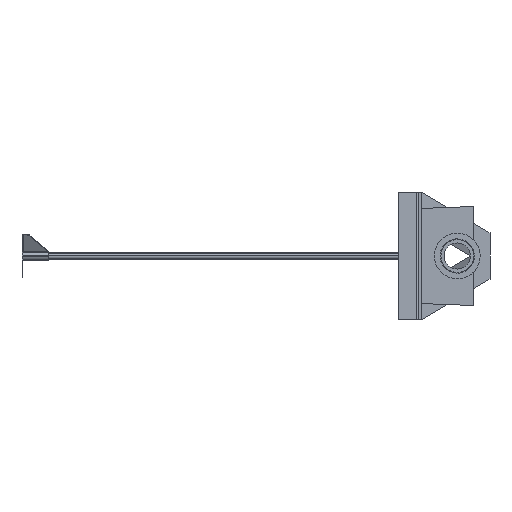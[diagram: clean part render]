
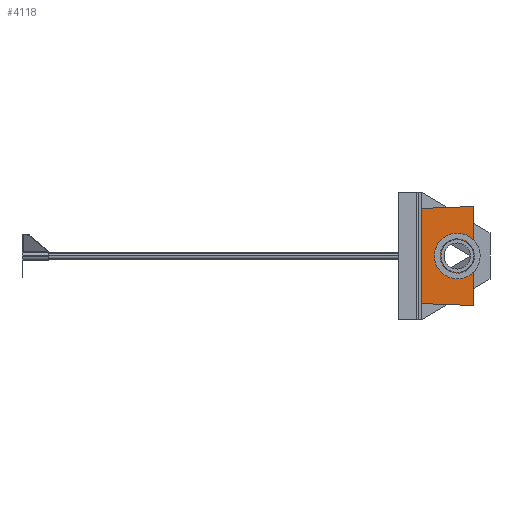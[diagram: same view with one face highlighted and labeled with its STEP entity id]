
A CAD part, left-side view. The second image highlights one B-rep face of the part: STEP entity #4118.
In plain terms, the highlighted planar face has unit normal (-1, 0, 0).
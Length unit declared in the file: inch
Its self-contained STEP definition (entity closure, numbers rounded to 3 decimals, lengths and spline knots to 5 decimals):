
#213 = AXIS2_PLACEMENT_3D ( 'NONE', #5455, #1571, #3030 ) ;
#379 = ORIENTED_EDGE ( 'NONE', *, *, #847, .T. ) ;
#649 = PLANE ( 'NONE',  #7217 ) ;
#816 = DIRECTION ( 'NONE',  ( -1., 0., 0. ) ) ;
#835 = VERTEX_POINT ( 'NONE', #2434 ) ;
#847 = EDGE_CURVE ( 'NONE', #6708, #2748, #2518, .T. ) ;
#900 = VECTOR ( 'NONE', #6148, 39.37008 ) ;
#991 = EDGE_CURVE ( 'NONE', #835, #2748, #8091, .T. ) ;
#1333 = CIRCLE ( 'NONE', #213, 1. ) ;
#1434 = CARTESIAN_POINT ( 'NONE',  ( -15.29688, 3.63265, 3.75 ) ) ;
#1500 = CARTESIAN_POINT ( 'NONE',  ( -15.29687, -3.65305, 3.08318 ) ) ;
#1571 = DIRECTION ( 'NONE',  ( -1., 0., 0. ) ) ;
#1609 = EDGE_LOOP ( 'NONE', ( #6423, #379, #8191, #5847 ) ) ;
#1820 = EDGE_CURVE ( 'NONE', #6704, #6595, #8395, .T. ) ;
#1929 = CARTESIAN_POINT ( 'NONE',  ( -15.29688, 0., 3.75 ) ) ;
#1963 = FACE_BOUND ( 'NONE', #3241, .T. ) ;
#2136 = CARTESIAN_POINT ( 'NONE',  ( -15.29687, 3.67583, 2.41643 ) ) ;
#2208 = LINE ( 'NONE', #4749, #900 ) ;
#2233 = CARTESIAN_POINT ( 'NONE',  ( -15.29688, -3.63265, 3.75 ) ) ;
#2434 = CARTESIAN_POINT ( 'NONE',  ( -15.29688, 3.78141, -0.25 ) ) ;
#2503 = B_SPLINE_CURVE_WITH_KNOTS ( 'NONE', 3,
 ( #5588, #2749, #4196, #4791, #1500, #2233 ),
 .UNSPECIFIED., .F., .F.,
 ( 4, 2, 4 ),
 ( 0., 0.05084, 0.10167 ),
 .UNSPECIFIED. ) ;
#2518 = LINE ( 'NONE', #1929, #4901 ) ;
#2639 = CARTESIAN_POINT ( 'NONE',  ( -15.29688, 0., 1. ) ) ;
#2748 = VERTEX_POINT ( 'NONE', #7473 ) ;
#2749 = CARTESIAN_POINT ( 'NONE',  ( -15.29688, -3.7527, 0.41651 ) ) ;
#3030 = DIRECTION ( 'NONE',  ( 0., 0., 1. ) ) ;
#3241 = EDGE_LOOP ( 'NONE', ( #3327, #3753 ) ) ;
#3267 = CARTESIAN_POINT ( 'NONE',  ( -15.29688, -3.78141, -0.25 ) ) ;
#3306 = DIRECTION ( 'NONE',  ( 0., 0., 1. ) ) ;
#3327 = ORIENTED_EDGE ( 'NONE', *, *, #1820, .F. ) ;
#3377 = DIRECTION ( 'NONE',  ( 0., 0., 1. ) ) ;
#3753 = ORIENTED_EDGE ( 'NONE', *, *, #7043, .F. ) ;
#3974 = CARTESIAN_POINT ( 'NONE',  ( -15.29688, 3.65305, 3.08318 ) ) ;
#4118 = ADVANCED_FACE ( 'NONE', ( #1963, #5365 ), #649, .T. ) ;
#4196 = CARTESIAN_POINT ( 'NONE',  ( -15.29688, -3.72566, 1.0831 ) ) ;
#4602 = CARTESIAN_POINT ( 'NONE',  ( -15.29688, 0., 0. ) ) ;
#4749 = CARTESIAN_POINT ( 'NONE',  ( -15.29688, 0., -0.25 ) ) ;
#4791 = CARTESIAN_POINT ( 'NONE',  ( -15.29687, -3.67583, 2.41643 ) ) ;
#4901 = VECTOR ( 'NONE', #6477, 39.37008 ) ;
#5021 = CARTESIAN_POINT ( 'NONE',  ( -15.29688, -1., 1. ) ) ;
#5201 = AXIS2_PLACEMENT_3D ( 'NONE', #2639, #816, #3377 ) ;
#5365 = FACE_OUTER_BOUND ( 'NONE', #1609, .T. ) ;
#5411 = CARTESIAN_POINT ( 'NONE',  ( -15.29688, 3.7527, 0.41651 ) ) ;
#5455 = CARTESIAN_POINT ( 'NONE',  ( -15.29688, 0., 1. ) ) ;
#5487 = VERTEX_POINT ( 'NONE', #3267 ) ;
#5518 = EDGE_CURVE ( 'NONE', #5487, #6708, #2503, .T. ) ;
#5588 = CARTESIAN_POINT ( 'NONE',  ( -15.29688, -3.78141, -0.25 ) ) ;
#5847 = ORIENTED_EDGE ( 'NONE', *, *, #6692, .F. ) ;
#6084 = CARTESIAN_POINT ( 'NONE',  ( -15.29688, 3.72566, 1.0831 ) ) ;
#6148 = DIRECTION ( 'NONE',  ( 0., 1., 0. ) ) ;
#6235 = CARTESIAN_POINT ( 'NONE',  ( -15.29688, -3.63265, 3.75 ) ) ;
#6423 = ORIENTED_EDGE ( 'NONE', *, *, #5518, .T. ) ;
#6477 = DIRECTION ( 'NONE',  ( 0., 1., 0. ) ) ;
#6595 = VERTEX_POINT ( 'NONE', #7362 ) ;
#6692 = EDGE_CURVE ( 'NONE', #5487, #835, #2208, .T. ) ;
#6704 = VERTEX_POINT ( 'NONE', #5021 ) ;
#6708 = VERTEX_POINT ( 'NONE', #6235 ) ;
#7043 = EDGE_CURVE ( 'NONE', #6595, #6704, #1333, .T. ) ;
#7217 = AXIS2_PLACEMENT_3D ( 'NONE', #4602, #7290, #3306 ) ;
#7290 = DIRECTION ( 'NONE',  ( -1., 0., 0. ) ) ;
#7362 = CARTESIAN_POINT ( 'NONE',  ( -15.29688, 1., 1. ) ) ;
#7473 = CARTESIAN_POINT ( 'NONE',  ( -15.29688, 3.63265, 3.75 ) ) ;
#8091 = B_SPLINE_CURVE_WITH_KNOTS ( 'NONE', 3,
 ( #8577, #5411, #6084, #2136, #3974, #1434 ),
 .UNSPECIFIED., .F., .F.,
 ( 4, 2, 4 ),
 ( 0., 0.05084, 0.10167 ),
 .UNSPECIFIED. ) ;
#8191 = ORIENTED_EDGE ( 'NONE', *, *, #991, .F. ) ;
#8395 = CIRCLE ( 'NONE', #5201, 1. ) ;
#8577 = CARTESIAN_POINT ( 'NONE',  ( -15.29688, 3.78141, -0.25 ) ) ;
